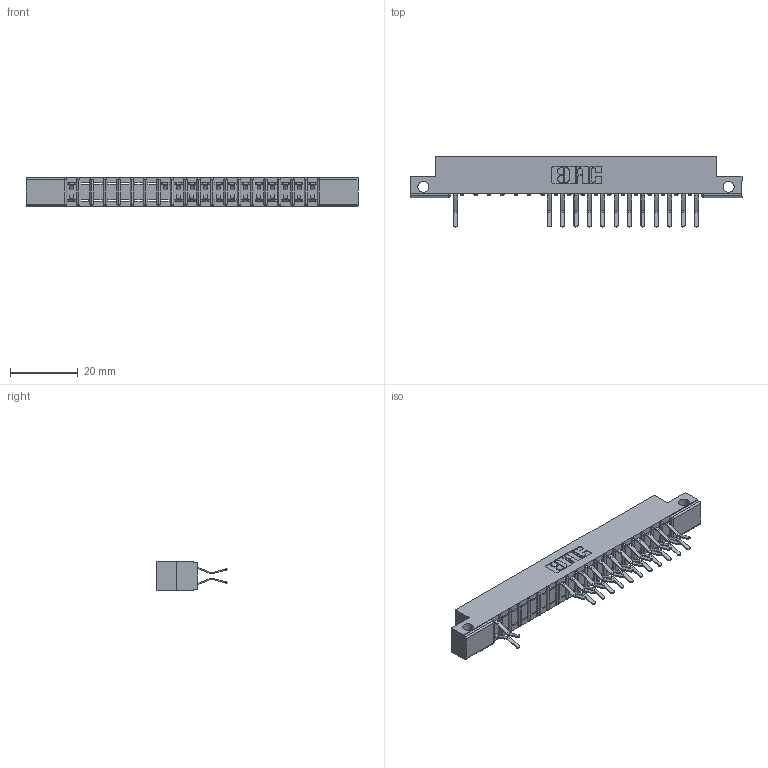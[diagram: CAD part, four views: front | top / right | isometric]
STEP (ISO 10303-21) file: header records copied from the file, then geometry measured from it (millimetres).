
FILE_DESCRIPTION (( 'STEP AP203' ), '1' );
FILE_NAME ('307-038-560-212.STEP', '2018-08-05T12:13:20', ( '' ), ( '' ), 'SwSTEP 2.0', 'SolidWorks 2016', '' );
FILE_SCHEMA (( 'CONFIG_CONTROL_DESIGN' ));
Length unit declared in the file: inch
Products named in the file (3): 307-290-001_560; 307-038-560-212; 307 Part_.128 Dia Side Mounting Holes
Assembly tree (26 placements, depth 2):
  307-038-560-212
    307 Part_.128 Dia Side Mounting Holes
    307-290-001_560  x25
Bounding box: 98.3 x 20.73 x 8.71 mm (x, y, z)
Volume: 6217 mm3; surface area: 9881.3 mm2
Topology: 26 solids, 26 shells, 1518 faces, 4289 edges, 2770 vertices
Faces by surface type: plane 973, cylinder 505, sphere 40
Entity records: 19422 total; most frequent: CARTESIAN_POINT 3238, ORIENTED_EDGE 3218, DIRECTION 3169, EDGE_CURVE 1609, VECTOR 1223, LINE 1223, VERTEX_POINT 1042, AXIS2_PLACEMENT_3D 973
